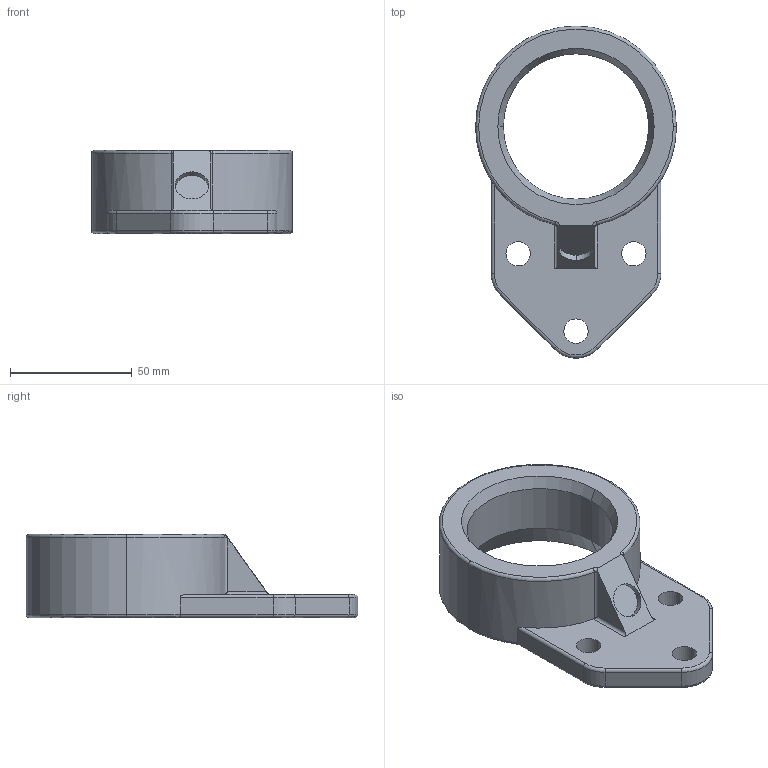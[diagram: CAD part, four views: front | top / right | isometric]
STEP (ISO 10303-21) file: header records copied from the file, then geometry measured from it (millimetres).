
FILE_DESCRIPTION (( 'STEP AP214' ), '1' );
FILE_NAME ('Bearing_bracket.STEP', '2017-09-23T18:39:02', ( '' ), ( '' ), 'SwSTEP 2.0', 'SolidWorks 2016', '' );
FILE_SCHEMA (( 'AUTOMOTIVE_DESIGN' ));
Length unit declared in the file: inch
Products named in the file (1): Bearing_bracket
Bounding box: 82.6 x 136.45 x 34.2 mm (x, y, z)
Volume: 113474.8 mm3; surface area: 27299.1 mm2
Topology: 1 solids, 1 shells, 57 faces, 138 edges, 84 vertices
Faces by surface type: cylinder 28, torus 14, plane 11, cone 4
Entity records: 1788 total; most frequent: CARTESIAN_POINT 374, DIRECTION 312, ORIENTED_EDGE 276, EDGE_CURVE 138, AXIS2_PLACEMENT_3D 130, VERTEX_POINT 84, CIRCLE 72, EDGE_LOOP 66
